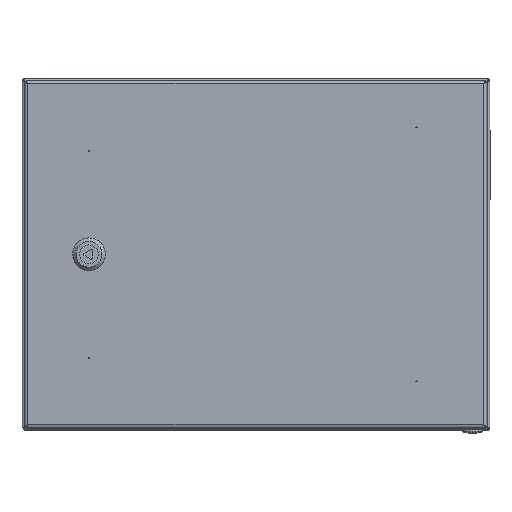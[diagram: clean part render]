
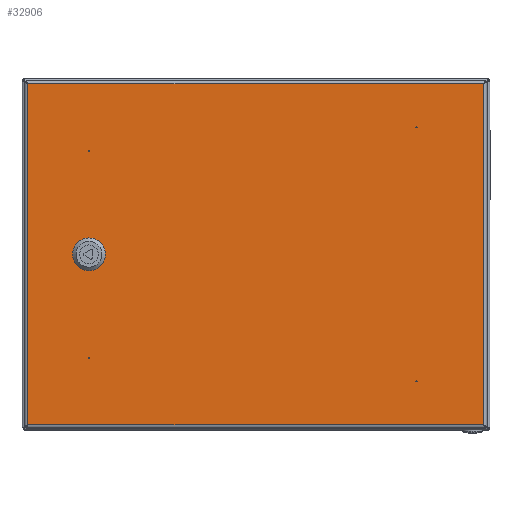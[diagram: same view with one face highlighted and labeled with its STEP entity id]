
A CAD part, top view. The second image highlights one B-rep face of the part: STEP entity #32906.
In plain terms, the highlighted face is planar.
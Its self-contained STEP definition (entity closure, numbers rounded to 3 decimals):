
#251 = CARTESIAN_POINT ( 'NONE',  ( 142., -88.5, -1. ) ) ;
#481 = DIRECTION ( 'NONE',  ( -1., 0., 0. ) ) ;
#605 = VERTEX_POINT ( 'NONE', #808 ) ;
#653 = VERTEX_POINT ( 'NONE', #35552 ) ;
#719 = AXIS2_PLACEMENT_3D ( 'NONE', #10347, #35232, #28760 ) ;
#789 = DIRECTION ( 'NONE',  ( 0., 0., 1. ) ) ;
#808 = CARTESIAN_POINT ( 'NONE',  ( 152.75, -4.637, -1. ) ) ;
#977 = FACE_BOUND ( 'NONE', #33691, .T. ) ;
#1604 = EDGE_CURVE ( 'NONE', #12227, #12227, #16015, .T. ) ;
#1687 = AXIS2_PLACEMENT_3D ( 'NONE', #2022, #26456, #36103 ) ;
#1756 = CARTESIAN_POINT ( 'NONE',  ( 147.137, -10.25, -1. ) ) ;
#1848 = VECTOR ( 'NONE', #481, 1000. ) ;
#1932 = CIRCLE ( 'NONE', #21899, 0.5 ) ;
#2022 = CARTESIAN_POINT ( 'NONE',  ( 142.5, 0., -1. ) ) ;
#2311 = DIRECTION ( 'NONE',  ( 0., 1., 0. ) ) ;
#2326 = VERTEX_POINT ( 'NONE', #32245 ) ;
#2504 = CIRCLE ( 'NONE', #25839, 11.25 ) ;
#2598 = AXIS2_PLACEMENT_3D ( 'NONE', #31767, #38889, #25689 ) ;
#2760 = DIRECTION ( 'NONE',  ( 1., 0., 0. ) ) ;
#2892 = LINE ( 'NONE', #15623, #39291 ) ;
#3303 = CARTESIAN_POINT ( 'NONE',  ( 147.137, 10.25, -1. ) ) ;
#3709 = CARTESIAN_POINT ( 'NONE',  ( 987.5, 145.8, -1. ) ) ;
#3890 = PLANE ( 'NONE',  #23181 ) ;
#4177 = DIRECTION ( 'NONE',  ( 0., 0., 1. ) ) ;
#4179 = EDGE_CURVE ( 'NONE', #19742, #39744, #19676, .T. ) ;
#4738 = CIRCLE ( 'NONE', #719, 11.25 ) ;
#5011 = ORIENTED_EDGE ( 'NONE', *, *, #39791, .T. ) ;
#5243 = EDGE_CURVE ( 'NONE', #27453, #22109, #28989, .T. ) ;
#5407 = VECTOR ( 'NONE', #2311, 1000. ) ;
#5700 = DIRECTION ( 'NONE',  ( 1., 0., 0. ) ) ;
#5771 = ORIENTED_EDGE ( 'NONE', *, *, #29954, .T. ) ;
#5772 = ORIENTED_EDGE ( 'NONE', *, *, #32931, .T. ) ;
#6494 = VERTEX_POINT ( 'NONE', #251 ) ;
#6876 = DIRECTION ( 'NONE',  ( 0., -1., 0. ) ) ;
#6944 = CARTESIAN_POINT ( 'NONE',  ( 987.5, -145.8, -1. ) ) ;
#7105 = VECTOR ( 'NONE', #6876, 1000. ) ;
#7163 = VERTEX_POINT ( 'NONE', #35368 ) ;
#7261 = LINE ( 'NONE', #3303, #14083 ) ;
#7451 = DIRECTION ( 'NONE',  ( 1., 0., 0. ) ) ;
#7909 = CARTESIAN_POINT ( 'NONE',  ( 194.8, -145.8, -1. ) ) ;
#8435 = ORIENTED_EDGE ( 'NONE', *, *, #12553, .T. ) ;
#9084 = EDGE_CURVE ( 'NONE', #18730, #7163, #7261, .T. ) ;
#9184 = CARTESIAN_POINT ( 'NONE',  ( 152.75, 4.637, -1. ) ) ;
#9408 = CARTESIAN_POINT ( 'NONE',  ( 142.5, 0., -1. ) ) ;
#9583 = CARTESIAN_POINT ( 'NONE',  ( -194.8, 1136., -1. ) ) ;
#10160 = FACE_BOUND ( 'NONE', #38525, .T. ) ;
#10203 = ORIENTED_EDGE ( 'NONE', *, *, #11925, .T. ) ;
#10347 = CARTESIAN_POINT ( 'NONE',  ( 142.5, 0., -1. ) ) ;
#11242 = DIRECTION ( 'NONE',  ( 0., 0., 1. ) ) ;
#11467 = CARTESIAN_POINT ( 'NONE',  ( -137.5, 108.5, -1. ) ) ;
#11925 = EDGE_CURVE ( 'NONE', #605, #40625, #15880, .T. ) ;
#12227 = VERTEX_POINT ( 'NONE', #37924 ) ;
#12315 = LINE ( 'NONE', #9583, #7105 ) ;
#12553 = EDGE_CURVE ( 'NONE', #39744, #2326, #40611, .T. ) ;
#12795 = EDGE_LOOP ( 'NONE', ( #38621 ) ) ;
#13506 = DIRECTION ( 'NONE',  ( 1., 0., 0. ) ) ;
#13696 = FACE_BOUND ( 'NONE', #26673, .T. ) ;
#13710 = AXIS2_PLACEMENT_3D ( 'NONE', #9408, #31760, #19204 ) ;
#13730 = DIRECTION ( 'NONE',  ( -1., 0., 0. ) ) ;
#14083 = VECTOR ( 'NONE', #13730, 1000. ) ;
#14346 = EDGE_CURVE ( 'NONE', #6494, #6494, #1932, .T. ) ;
#14988 = DIRECTION ( 'NONE',  ( 0., -1., 0. ) ) ;
#15623 = CARTESIAN_POINT ( 'NONE',  ( 132.25, 4.637, -1. ) ) ;
#15693 = VERTEX_POINT ( 'NONE', #19654 ) ;
#15750 = CIRCLE ( 'NONE', #13710, 11.25 ) ;
#15880 = LINE ( 'NONE', #9184, #5407 ) ;
#15970 = CARTESIAN_POINT ( 'NONE',  ( 194.8, 145.8, -1. ) ) ;
#16015 = CIRCLE ( 'NONE', #30037, 0.5 ) ;
#16369 = ORIENTED_EDGE ( 'NONE', *, *, #17275, .T. ) ;
#16633 = CARTESIAN_POINT ( 'NONE',  ( 0., 0., -1. ) ) ;
#17079 = ORIENTED_EDGE ( 'NONE', *, *, #9084, .T. ) ;
#17275 = EDGE_CURVE ( 'NONE', #653, #653, #39982, .T. ) ;
#17529 = DIRECTION ( 'NONE',  ( -1., 0., 0. ) ) ;
#18520 = CARTESIAN_POINT ( 'NONE',  ( 137.863, -10.25, -1. ) ) ;
#18730 = VERTEX_POINT ( 'NONE', #38875 ) ;
#19169 = ORIENTED_EDGE ( 'NONE', *, *, #14346, .T. ) ;
#19204 = DIRECTION ( 'NONE',  ( 1., 0., 0. ) ) ;
#19309 = EDGE_CURVE ( 'NONE', #19738, #20110, #22812, .T. ) ;
#19654 = CARTESIAN_POINT ( 'NONE',  ( 132.25, 4.637, -1. ) ) ;
#19676 = CIRCLE ( 'NONE', #1687, 11.25 ) ;
#19738 = VERTEX_POINT ( 'NONE', #7909 ) ;
#19742 = VERTEX_POINT ( 'NONE', #29467 ) ;
#20110 = VERTEX_POINT ( 'NONE', #28562 ) ;
#20232 = DIRECTION ( 'NONE',  ( -1., 0., 0. ) ) ;
#21064 = CARTESIAN_POINT ( 'NONE',  ( -138., 108.5, -1. ) ) ;
#21374 = ORIENTED_EDGE ( 'NONE', *, *, #29333, .T. ) ;
#21899 = AXIS2_PLACEMENT_3D ( 'NONE', #26711, #4177, #20232 ) ;
#22109 = VERTEX_POINT ( 'NONE', #36185 ) ;
#22812 = LINE ( 'NONE', #6944, #1848 ) ;
#23181 = AXIS2_PLACEMENT_3D ( 'NONE', #16633, #789, #13506 ) ;
#23523 = CARTESIAN_POINT ( 'NONE',  ( 142.5, 0., -1. ) ) ;
#24058 = CARTESIAN_POINT ( 'NONE',  ( 194.8, 1136., -1. ) ) ;
#24099 = AXIS2_PLACEMENT_3D ( 'NONE', #11467, #11242, #17529 ) ;
#25689 = DIRECTION ( 'NONE',  ( 1., 0., 0. ) ) ;
#25839 = AXIS2_PLACEMENT_3D ( 'NONE', #23523, #36073, #7451 ) ;
#26023 = FACE_BOUND ( 'NONE', #35423, .T. ) ;
#26380 = ORIENTED_EDGE ( 'NONE', *, *, #19309, .T. ) ;
#26456 = DIRECTION ( 'NONE',  ( 0., 0., 1. ) ) ;
#26673 = EDGE_LOOP ( 'NONE', ( #31725 ) ) ;
#26711 = CARTESIAN_POINT ( 'NONE',  ( 142.5, -88.5, -1. ) ) ;
#27035 = VECTOR ( 'NONE', #29564, 1000. ) ;
#27348 = VERTEX_POINT ( 'NONE', #21064 ) ;
#27453 = VERTEX_POINT ( 'NONE', #15970 ) ;
#27559 = ORIENTED_EDGE ( 'NONE', *, *, #5243, .F. ) ;
#27813 = EDGE_LOOP ( 'NONE', ( #40895, #27559, #5771, #26380 ) ) ;
#28221 = DIRECTION ( 'NONE',  ( 0., 0., 1. ) ) ;
#28279 = ORIENTED_EDGE ( 'NONE', *, *, #4179, .T. ) ;
#28391 = EDGE_CURVE ( 'NONE', #27348, #27348, #34091, .T. ) ;
#28562 = CARTESIAN_POINT ( 'NONE',  ( -194.8, -145.8, -1. ) ) ;
#28760 = DIRECTION ( 'NONE',  ( 1., 0., 0. ) ) ;
#28785 = VECTOR ( 'NONE', #5700, 1000. ) ;
#28918 = ORIENTED_EDGE ( 'NONE', *, *, #30211, .T. ) ;
#28989 = LINE ( 'NONE', #3709, #40267 ) ;
#29333 = EDGE_CURVE ( 'NONE', #15693, #19742, #2892, .T. ) ;
#29381 = FACE_BOUND ( 'NONE', #12795, .T. ) ;
#29467 = CARTESIAN_POINT ( 'NONE',  ( 132.25, -4.637, -1. ) ) ;
#29564 = DIRECTION ( 'NONE',  ( 0., -1., 0. ) ) ;
#29916 = CARTESIAN_POINT ( 'NONE',  ( -137.5, -108.5, -1. ) ) ;
#29954 = EDGE_CURVE ( 'NONE', #27453, #19738, #34079, .T. ) ;
#30037 = AXIS2_PLACEMENT_3D ( 'NONE', #29916, #28221, #2760 ) ;
#30211 = EDGE_CURVE ( 'NONE', #2326, #605, #15750, .T. ) ;
#31725 = ORIENTED_EDGE ( 'NONE', *, *, #28391, .T. ) ;
#31760 = DIRECTION ( 'NONE',  ( 0., 0., 1. ) ) ;
#31767 = CARTESIAN_POINT ( 'NONE',  ( 142.5, 88.5, -1. ) ) ;
#32245 = CARTESIAN_POINT ( 'NONE',  ( 147.137, -10.25, -1. ) ) ;
#32513 = FACE_OUTER_BOUND ( 'NONE', #27813, .T. ) ;
#32906 = ADVANCED_FACE ( 'NONE', ( #26023, #977, #13696, #29381, #32513, #10160 ), #3890, .F. ) ;
#32931 = EDGE_CURVE ( 'NONE', #40625, #18730, #2504, .T. ) ;
#33185 = CARTESIAN_POINT ( 'NONE',  ( 152.75, 4.637, -1. ) ) ;
#33691 = EDGE_LOOP ( 'NONE', ( #16369 ) ) ;
#34079 = LINE ( 'NONE', #24058, #27035 ) ;
#34091 = CIRCLE ( 'NONE', #24099, 0.5 ) ;
#35232 = DIRECTION ( 'NONE',  ( 0., 0., 1. ) ) ;
#35368 = CARTESIAN_POINT ( 'NONE',  ( 137.863, 10.25, -1. ) ) ;
#35423 = EDGE_LOOP ( 'NONE', ( #19169 ) ) ;
#35552 = CARTESIAN_POINT ( 'NONE',  ( 143., 88.5, -1. ) ) ;
#36073 = DIRECTION ( 'NONE',  ( 0., 0., 1. ) ) ;
#36103 = DIRECTION ( 'NONE',  ( 1., 0., 0. ) ) ;
#36185 = CARTESIAN_POINT ( 'NONE',  ( -194.8, 145.8, -1. ) ) ;
#36231 = EDGE_CURVE ( 'NONE', #22109, #20110, #12315, .T. ) ;
#37924 = CARTESIAN_POINT ( 'NONE',  ( -137., -108.5, -1. ) ) ;
#38525 = EDGE_LOOP ( 'NONE', ( #5011, #21374, #28279, #8435, #28918, #10203, #5772, #17079 ) ) ;
#38621 = ORIENTED_EDGE ( 'NONE', *, *, #1604, .T. ) ;
#38875 = CARTESIAN_POINT ( 'NONE',  ( 147.137, 10.25, -1. ) ) ;
#38889 = DIRECTION ( 'NONE',  ( 0., 0., 1. ) ) ;
#39034 = DIRECTION ( 'NONE',  ( -1., 0., 0. ) ) ;
#39291 = VECTOR ( 'NONE', #14988, 1000. ) ;
#39744 = VERTEX_POINT ( 'NONE', #18520 ) ;
#39791 = EDGE_CURVE ( 'NONE', #7163, #15693, #4738, .T. ) ;
#39982 = CIRCLE ( 'NONE', #2598, 0.5 ) ;
#40267 = VECTOR ( 'NONE', #39034, 1000. ) ;
#40611 = LINE ( 'NONE', #1756, #28785 ) ;
#40625 = VERTEX_POINT ( 'NONE', #33185 ) ;
#40895 = ORIENTED_EDGE ( 'NONE', *, *, #36231, .F. ) ;
